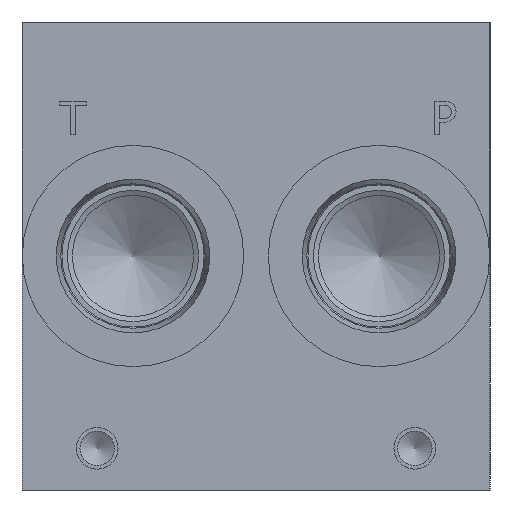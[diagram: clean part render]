
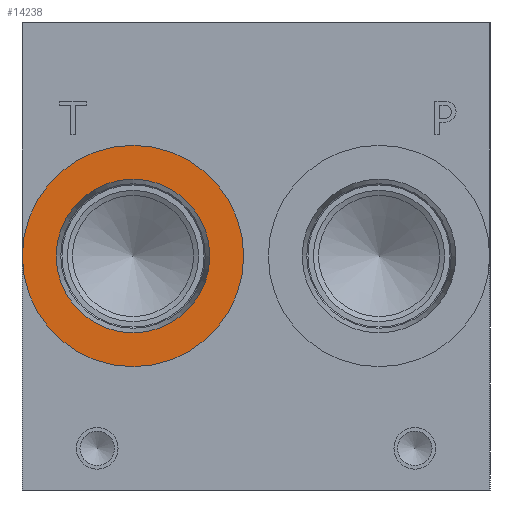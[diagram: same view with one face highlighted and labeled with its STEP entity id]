
A CAD part, left-side view. The second image highlights one B-rep face of the part: STEP entity #14238.
In plain terms, the highlighted planar face has unit normal (-1, 0, 0).
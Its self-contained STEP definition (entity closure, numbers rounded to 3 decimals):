
#467=CIRCLE('',#14906,21.019);
#468=CIRCLE('',#14907,21.019);
#469=CIRCLE('',#14909,14.592);
#470=CIRCLE('',#14910,14.592);
#1192=FACE_BOUND('',#2639,.T.);
#1819=FACE_OUTER_BOUND('',#2638,.T.);
#2638=EDGE_LOOP('',(#11886,#11887));
#2639=EDGE_LOOP('',(#11888,#11889));
#6445=VERTEX_POINT('',#24139);
#6446=VERTEX_POINT('',#24141);
#6447=VERTEX_POINT('',#24145);
#6448=VERTEX_POINT('',#24146);
#8342=EDGE_CURVE('',#6445,#6446,#467,.T.);
#8343=EDGE_CURVE('',#6446,#6445,#468,.T.);
#8344=EDGE_CURVE('',#6447,#6448,#469,.T.);
#8345=EDGE_CURVE('',#6448,#6447,#470,.T.);
#11886=ORIENTED_EDGE('',*,*,#8343,.F.);
#11887=ORIENTED_EDGE('',*,*,#8342,.F.);
#11888=ORIENTED_EDGE('',*,*,#8344,.T.);
#11889=ORIENTED_EDGE('',*,*,#8345,.T.);
#13116=PLANE('',#14908);
#14238=ADVANCED_FACE('',(#1819,#1192),#13116,.F.);
#14906=AXIS2_PLACEMENT_3D('',#24142,#17438,#17439);
#14907=AXIS2_PLACEMENT_3D('',#24143,#17440,#17441);
#14908=AXIS2_PLACEMENT_3D('',#24144,#17442,#17443);
#14909=AXIS2_PLACEMENT_3D('',#24147,#17444,#17445);
#14910=AXIS2_PLACEMENT_3D('',#24148,#17446,#17447);
#17438=DIRECTION('center_axis',(1.,0.,0.));
#17439=DIRECTION('ref_axis',(0.,0.,-1.));
#17440=DIRECTION('center_axis',(1.,0.,0.));
#17441=DIRECTION('ref_axis',(0.,0.,-1.));
#17442=DIRECTION('center_axis',(1.,0.,0.));
#17443=DIRECTION('ref_axis',(0.,0.,-1.));
#17444=DIRECTION('center_axis',(1.,0.,0.));
#17445=DIRECTION('ref_axis',(0.,0.,-1.));
#17446=DIRECTION('center_axis',(1.,0.,0.));
#17447=DIRECTION('ref_axis',(0.,0.,-1.));
#24139=CARTESIAN_POINT('',(0.787,67.818,23.432));
#24141=CARTESIAN_POINT('',(0.787,67.818,65.469));
#24142=CARTESIAN_POINT('Origin',(0.787,67.818,44.45));
#24143=CARTESIAN_POINT('Origin',(0.787,67.818,44.45));
#24144=CARTESIAN_POINT('Origin',(0.787,67.818,59.042));
#24145=CARTESIAN_POINT('',(0.787,67.818,59.042));
#24146=CARTESIAN_POINT('',(0.787,67.818,29.858));
#24147=CARTESIAN_POINT('Origin',(0.787,67.818,44.45));
#24148=CARTESIAN_POINT('Origin',(0.787,67.818,44.45));
